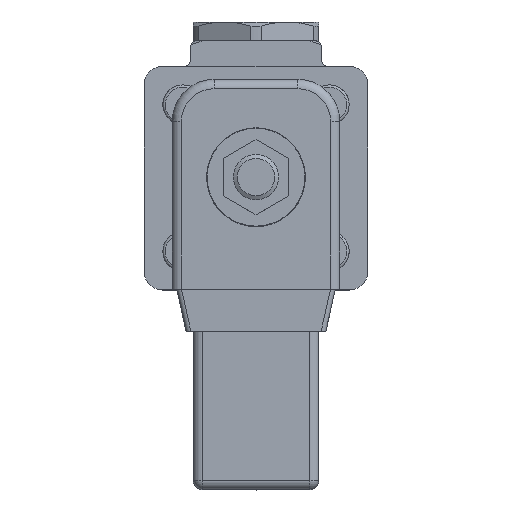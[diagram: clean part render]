
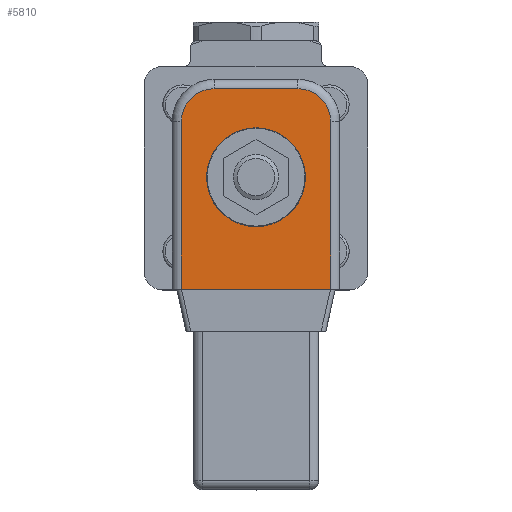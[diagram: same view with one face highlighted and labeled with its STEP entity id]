
A CAD part, top view. The second image highlights one B-rep face of the part: STEP entity #5810.
In plain terms, the highlighted planar face has unit normal (0, 0, 1).
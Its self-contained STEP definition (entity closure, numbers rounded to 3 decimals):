
#369=FACE_BOUND('',#908,.T.);
#549=FACE_OUTER_BOUND('',#907,.T.);
#907=EDGE_LOOP('',(#3857,#3858,#3859,#3860,#3861,#3862));
#908=EDGE_LOOP('',(#3863));
#1337=LINE('',#8726,#1682);
#1338=LINE('',#8730,#1683);
#1339=LINE('',#8732,#1684);
#1340=LINE('',#8733,#1685);
#1682=VECTOR('',#7023,18.);
#1683=VECTOR('',#7026,36.);
#1684=VECTOR('',#7027,32.);
#1685=VECTOR('',#7028,36.);
#1966=CIRCLE('',#6209,7.);
#1967=CIRCLE('',#6210,7.);
#1968=CIRCLE('',#6211,10.6);
#2295=VERTEX_POINT('',#8722);
#2296=VERTEX_POINT('',#8723);
#2297=VERTEX_POINT('',#8725);
#2298=VERTEX_POINT('',#8727);
#2299=VERTEX_POINT('',#8729);
#2300=VERTEX_POINT('',#8731);
#2301=VERTEX_POINT('',#8734);
#2877=EDGE_CURVE('',#2295,#2296,#1966,.T.);
#2878=EDGE_CURVE('',#2297,#2295,#1337,.T.);
#2879=EDGE_CURVE('',#2298,#2297,#1967,.T.);
#2880=EDGE_CURVE('',#2299,#2298,#1338,.T.);
#2881=EDGE_CURVE('',#2300,#2299,#1339,.T.);
#2882=EDGE_CURVE('',#2296,#2300,#1340,.T.);
#2883=EDGE_CURVE('',#2301,#2301,#1968,.T.);
#3857=ORIENTED_EDGE('',*,*,#2877,.F.);
#3858=ORIENTED_EDGE('',*,*,#2878,.F.);
#3859=ORIENTED_EDGE('',*,*,#2879,.F.);
#3860=ORIENTED_EDGE('',*,*,#2880,.F.);
#3861=ORIENTED_EDGE('',*,*,#2881,.F.);
#3862=ORIENTED_EDGE('',*,*,#2882,.F.);
#3863=ORIENTED_EDGE('',*,*,#2883,.F.);
#5292=PLANE('',#6208);
#5810=ADVANCED_FACE('',(#549,#369),#5292,.T.);
#6208=AXIS2_PLACEMENT_3D('',#8721,#7019,#7020);
#6209=AXIS2_PLACEMENT_3D('',#8724,#7021,#7022);
#6210=AXIS2_PLACEMENT_3D('',#8728,#7024,#7025);
#6211=AXIS2_PLACEMENT_3D('',#8735,#7029,#7030);
#7019=DIRECTION('center_axis',(0.,0.,
1.));
#7020=DIRECTION('ref_axis',(1.,0.,0.));
#7021=DIRECTION('center_axis',(0.,0.,
-1.));
#7022=DIRECTION('ref_axis',(0.707,0.707,0.));
#7023=DIRECTION('',(1.,0.,0.));
#7024=DIRECTION('center_axis',(0.,0.,
-1.));
#7025=DIRECTION('ref_axis',(-0.707,0.707,0.));
#7026=DIRECTION('',(0.,1.,0.));
#7027=DIRECTION('',(-1.,0.,0.));
#7028=DIRECTION('',(0.,-1.,0.));
#7029=DIRECTION('center_axis',(0.,0.,
1.));
#7030=DIRECTION('ref_axis',(-1.,0.,0.));
#8721=CARTESIAN_POINT('Origin',(0.,-1.5,
115.1));
#8722=CARTESIAN_POINT('',(9.,19.,115.1));
#8723=CARTESIAN_POINT('',(16.,12.,115.1));
#8724=CARTESIAN_POINT('Origin',(9.,12.,115.1));
#8725=CARTESIAN_POINT('',(-9.,19.,115.1));
#8726=CARTESIAN_POINT('',(-9.,19.,115.1));
#8727=CARTESIAN_POINT('',(-16.,12.,115.1));
#8728=CARTESIAN_POINT('Origin',(-9.,12.,115.1));
#8729=CARTESIAN_POINT('',(-16.,-24.,115.1));
#8730=CARTESIAN_POINT('',(-16.,-12.75,115.1));
#8731=CARTESIAN_POINT('',(16.,-24.,115.1));
#8732=CARTESIAN_POINT('',(18.,-24.,115.1));
#8733=CARTESIAN_POINT('',(16.,9.75,115.1));
#8734=CARTESIAN_POINT('',(10.6,0.,115.1));
#8735=CARTESIAN_POINT('Origin',(0.,0.,
115.1));
